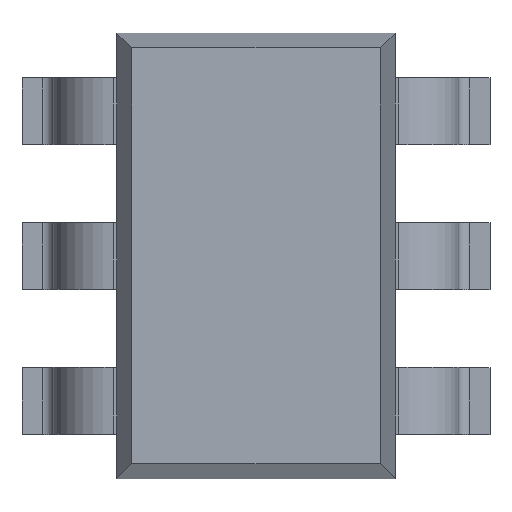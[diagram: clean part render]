
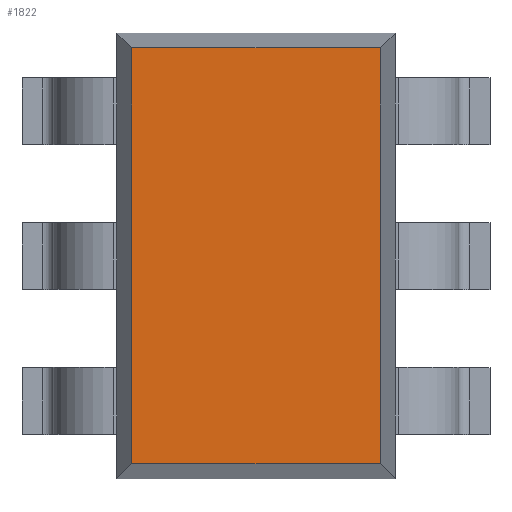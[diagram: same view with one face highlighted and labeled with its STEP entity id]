
A CAD part, top view. The second image highlights one B-rep face of the part: STEP entity #1822.
In plain terms, the highlighted planar face has unit normal (0, 0, 1).
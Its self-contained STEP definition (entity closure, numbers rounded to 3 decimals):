
#61=FACE_OUTER_BOUND('',#159,.T.);
#159=EDGE_LOOP('',(#1222,#1223,#1224,#1225));
#344=LINE('',#2714,#552);
#345=LINE('',#2716,#553);
#346=LINE('',#2718,#554);
#347=LINE('',#2719,#555);
#552=VECTOR('',#2191,1.866);
#553=VECTOR('',#2192,1.116);
#554=VECTOR('',#2193,1.866);
#555=VECTOR('',#2194,1.116);
#750=VERTEX_POINT('',#2712);
#751=VERTEX_POINT('',#2713);
#752=VERTEX_POINT('',#2715);
#753=VERTEX_POINT('',#2717);
#928=EDGE_CURVE('',#750,#751,#344,.T.);
#929=EDGE_CURVE('',#752,#750,#345,.T.);
#930=EDGE_CURVE('',#752,#753,#346,.T.);
#931=EDGE_CURVE('',#753,#751,#347,.T.);
#1222=ORIENTED_EDGE('',*,*,#928,.F.);
#1223=ORIENTED_EDGE('',*,*,#929,.F.);
#1224=ORIENTED_EDGE('',*,*,#930,.T.);
#1225=ORIENTED_EDGE('',*,*,#931,.T.);
#1645=PLANE('',#1948);
#1822=ADVANCED_FACE('',(#61),#1645,.F.);
#1948=AXIS2_PLACEMENT_3D('',#2711,#2189,#2190);
#2189=DIRECTION('center_axis',(0.,0.,
-1.));
#2190=DIRECTION('ref_axis',(0.,1.,0.));
#2191=DIRECTION('',(0.,1.,0.));
#2192=DIRECTION('',(-1.,0.,0.));
#2193=DIRECTION('',(0.,1.,0.));
#2194=DIRECTION('',(-1.,0.,0.));
#2711=CARTESIAN_POINT('Origin',(0.,0.,
1.1));
#2712=CARTESIAN_POINT('',(-0.558,-0.933,1.1));
#2713=CARTESIAN_POINT('',(-0.558,0.933,1.1));
#2714=CARTESIAN_POINT('',(-0.558,-1.,1.1));
#2715=CARTESIAN_POINT('',(0.558,-0.933,1.1));
#2716=CARTESIAN_POINT('',(0.625,-0.933,1.1));
#2717=CARTESIAN_POINT('',(0.558,0.933,1.1));
#2718=CARTESIAN_POINT('',(0.558,-1.,1.1));
#2719=CARTESIAN_POINT('',(0.625,0.933,1.1));
